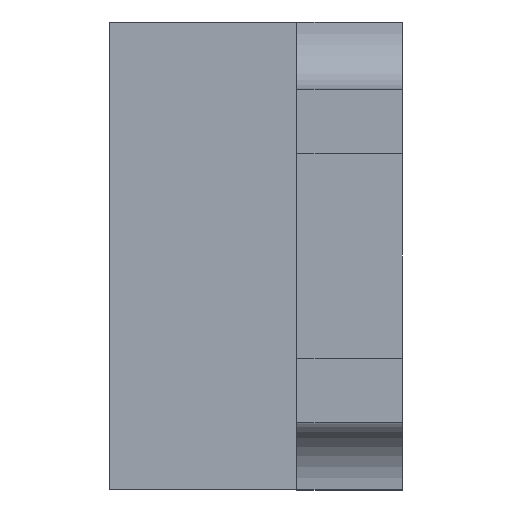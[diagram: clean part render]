
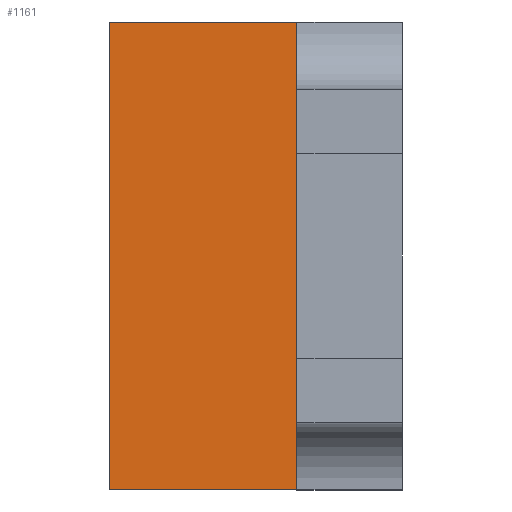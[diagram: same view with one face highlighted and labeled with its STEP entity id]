
A CAD part, left-side view. The second image highlights one B-rep face of the part: STEP entity #1161.
In plain terms, the highlighted planar face has unit normal (-1, 0, 0).
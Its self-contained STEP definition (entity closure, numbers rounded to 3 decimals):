
#241 = CARTESIAN_POINT ( 'NONE',  ( -0.8, 0.5, -0.4 ) ) ;
#267 = CARTESIAN_POINT ( 'NONE',  ( -0.8, 0.5, 0.4 ) ) ;
#300 = DIRECTION ( 'NONE',  ( 1., 0., 0. ) ) ;
#306 = LINE ( 'NONE', #1525, #2151 ) ;
#334 = ORIENTED_EDGE ( 'NONE', *, *, #680, .T. ) ;
#365 = VERTEX_POINT ( 'NONE', #605 ) ;
#413 = VERTEX_POINT ( 'NONE', #633 ) ;
#464 = PLANE ( 'NONE',  #1458 ) ;
#482 = CARTESIAN_POINT ( 'NONE',  ( -0.8, 0.18, -0.4 ) ) ;
#605 = CARTESIAN_POINT ( 'NONE',  ( -0.8, 0.5, 0.4 ) ) ;
#633 = CARTESIAN_POINT ( 'NONE',  ( -0.8, 0.5, -0.4 ) ) ;
#661 = CARTESIAN_POINT ( 'NONE',  ( -0.8, 0.18, 0.4 ) ) ;
#680 = EDGE_CURVE ( 'NONE', #413, #1691, #1141, .T. ) ;
#696 = VECTOR ( 'NONE', #963, 1000. ) ;
#759 = VECTOR ( 'NONE', #1306, 1000. ) ;
#793 = DIRECTION ( 'NONE',  ( 0., 0., 1. ) ) ;
#818 = FACE_OUTER_BOUND ( 'NONE', #1927, .T. ) ;
#963 = DIRECTION ( 'NONE',  ( 0., -1., 0. ) ) ;
#976 = LINE ( 'NONE', #267, #759 ) ;
#1081 = VERTEX_POINT ( 'NONE', #661 ) ;
#1089 = EDGE_CURVE ( 'NONE', #413, #365, #1679, .T. ) ;
#1141 = LINE ( 'NONE', #241, #696 ) ;
#1161 = ADVANCED_FACE ( 'NONE', ( #818 ), #464, .F. ) ;
#1264 = VECTOR ( 'NONE', #793, 1000. ) ;
#1306 = DIRECTION ( 'NONE',  ( 0., -1., 0. ) ) ;
#1365 = CARTESIAN_POINT ( 'NONE',  ( -0.8, 0.5, 0.4 ) ) ;
#1373 = DIRECTION ( 'NONE',  ( 0., 0., -1. ) ) ;
#1458 = AXIS2_PLACEMENT_3D ( 'NONE', #2082, #300, #1559 ) ;
#1525 = CARTESIAN_POINT ( 'NONE',  ( -0.8, 0.18, 0.4 ) ) ;
#1559 = DIRECTION ( 'NONE',  ( 0., 0., -1. ) ) ;
#1602 = EDGE_CURVE ( 'NONE', #365, #1081, #976, .T. ) ;
#1639 = EDGE_CURVE ( 'NONE', #1081, #1691, #306, .T. ) ;
#1679 = LINE ( 'NONE', #1365, #1264 ) ;
#1691 = VERTEX_POINT ( 'NONE', #482 ) ;
#1710 = ORIENTED_EDGE ( 'NONE', *, *, #1602, .F. ) ;
#1927 = EDGE_LOOP ( 'NONE', ( #2092, #1710, #2171, #334 ) ) ;
#2082 = CARTESIAN_POINT ( 'NONE',  ( -0.8, 0.5, 0.4 ) ) ;
#2092 = ORIENTED_EDGE ( 'NONE', *, *, #1639, .F. ) ;
#2151 = VECTOR ( 'NONE', #1373, 1000. ) ;
#2171 = ORIENTED_EDGE ( 'NONE', *, *, #1089, .F. ) ;
